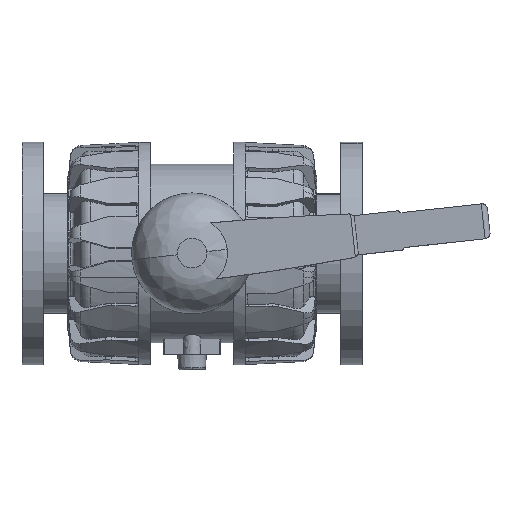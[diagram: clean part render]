
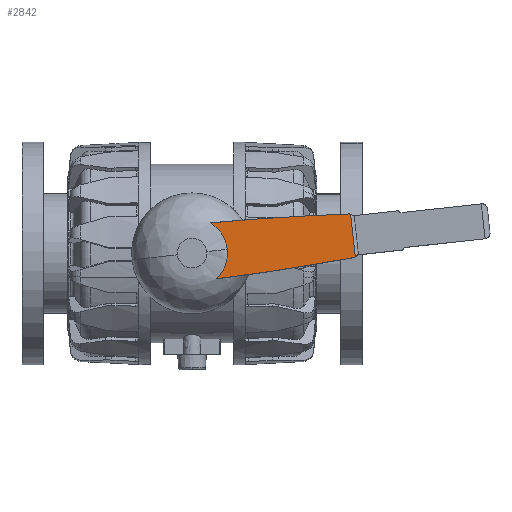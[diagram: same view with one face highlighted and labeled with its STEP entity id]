
A CAD part, top view. The second image highlights one B-rep face of the part: STEP entity #2842.
In plain terms, the highlighted planar face has unit normal (0, 0, 1).
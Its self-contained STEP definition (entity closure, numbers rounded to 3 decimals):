
#2842=ADVANCED_FACE('',(#5765),#5766,.T.);
#5765=FACE_OUTER_BOUND('',#9270,.T.);
#5766=PLANE('',#9271);
#9270=EDGE_LOOP('',(#18071,#18072,#18073,#18074,#18075,#18076,#18077));
#9271=AXIS2_PLACEMENT_3D('',#18078,#18079,#18080);
#18071=ORIENTED_EDGE('',*,*,#22461,.T.);
#18072=ORIENTED_EDGE('',*,*,#22473,.T.);
#18073=ORIENTED_EDGE('',*,*,#22485,.T.);
#18074=ORIENTED_EDGE('',*,*,#22512,.T.);
#18075=ORIENTED_EDGE('',*,*,#22556,.T.);
#18076=ORIENTED_EDGE('',*,*,#22548,.T.);
#18077=ORIENTED_EDGE('',*,*,#22553,.T.);
#18078=CARTESIAN_POINT('',(149.654,-11.255,53.5));
#18079=DIRECTION('',(0.0,-0.0,1.0));
#18080=DIRECTION('',(0.994,0.109,0.0));
#22461=EDGE_CURVE('',#27848,#27846,#27849,.T.);
#22473=EDGE_CURVE('',#27846,#27866,#27868,.T.);
#22485=EDGE_CURVE('',#27866,#27882,#27884,.T.);
#22512=EDGE_CURVE('',#27882,#27928,#27929,.T.);
#22548=EDGE_CURVE('',#27985,#27986,#27987,.T.);
#22553=EDGE_CURVE('',#27986,#27848,#27993,.T.);
#22556=EDGE_CURVE('',#27928,#27985,#27996,.T.);
#27846=VERTEX_POINT('',#42216);
#27848=VERTEX_POINT('',#42227);
#27849=CIRCLE('',#42228,32.295);
#27866=VERTEX_POINT('',#42257);
#27868=CIRCLE('',#42270,32.295);
#27882=VERTEX_POINT('',#42292);
#27884=CIRCLE('',#42295,2297.037);
#27928=VERTEX_POINT('',#42380);
#27929=CIRCLE('',#42381,5.0);
#27985=VERTEX_POINT('',#42495);
#27986=VERTEX_POINT('',#42496);
#27987=CIRCLE('',#42497,5.0);
#27993=CIRCLE('',#42518,2297.037);
#27996=LINE('',#42528,#42529);
#42216=CARTESIAN_POINT('',(32.103,3.52,53.5));
#42227=CARTESIAN_POINT('',(16.702,27.641,53.5));
#42228=AXIS2_PLACEMENT_3D('',#46922,#46923,#46924);
#42257=CARTESIAN_POINT('',(22.295,-23.364,53.5));
#42270=AXIS2_PLACEMENT_3D('',#46940,#46941,#46942);
#42292=CARTESIAN_POINT('',(146.848,-4.018,53.5));
#42295=AXIS2_PLACEMENT_3D('',#46957,#46958,#46959);
#42380=CARTESIAN_POINT('',(148.791,-3.385,53.5));
#42381=AXIS2_PLACEMENT_3D('',#46989,#46990,#46991);
#42495=CARTESIAN_POINT('',(144.522,35.547,53.5));
#42496=CARTESIAN_POINT('',(142.488,35.744,53.5));
#42497=AXIS2_PLACEMENT_3D('',#47037,#47038,#47039);
#42518=AXIS2_PLACEMENT_3D('',#47041,#47042,#47043);
#42528=CARTESIAN_POINT('',(148.791,-3.385,53.5));
#42529=VECTOR('',#47044,39.165);
#46922=CARTESIAN_POINT('',(0.0,0.0,53.5));
#46923=DIRECTION('',(-0.0,0.0,-1.0));
#46924=DIRECTION('',(-0.994,-0.109,0.0));
#46940=CARTESIAN_POINT('',(0.0,0.0,53.5));
#46941=DIRECTION('',(-0.0,0.0,-1.0));
#46942=DIRECTION('',(-0.994,-0.109,0.0));
#46957=CARTESIAN_POINT('',(-267.868,2255.272,53.5));
#46958=DIRECTION('',(0.0,-0.0,1.0));
#46959=DIRECTION('',(0.994,0.109,0.0));
#46989=CARTESIAN_POINT('',(146.303,0.953,53.5));
#46990=DIRECTION('',(0.0,-0.0,1.0));
#46991=DIRECTION('',(0.994,0.109,0.0));
#47037=CARTESIAN_POINT('',(143.033,30.774,53.5));
#47038=DIRECTION('',(0.0,-0.0,1.0));
#47039=DIRECTION('',(0.994,0.109,0.0));
#47041=CARTESIAN_POINT('',(227.215,-2259.73,53.5));
#47042=DIRECTION('',(0.0,-0.0,1.0));
#47043=DIRECTION('',(0.994,0.109,0.0));
#47044=DIRECTION('',(-0.109,0.994,0.0));
